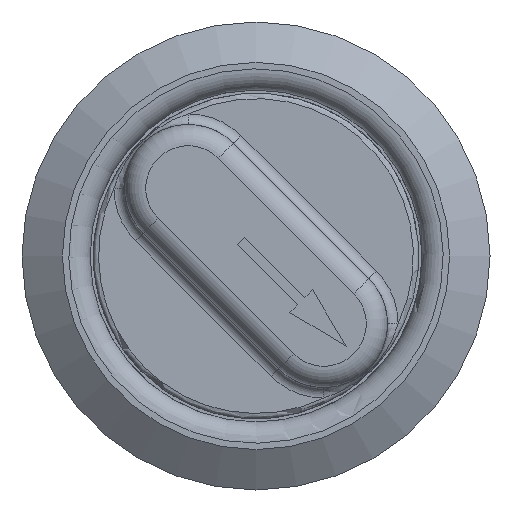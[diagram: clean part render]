
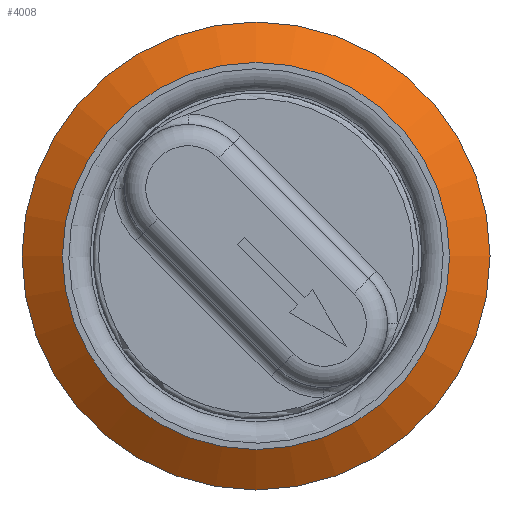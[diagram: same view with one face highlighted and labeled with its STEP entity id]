
A CAD part, left-side view. The second image highlights one B-rep face of the part: STEP entity #4008.
In plain terms, the highlighted conical face has half-angle 55.62 degrees and reference radius 10.05 mm.
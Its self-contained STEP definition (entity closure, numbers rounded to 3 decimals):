
#25=CONICAL_SURFACE('',#4307,10.05,0.971);
#228=CIRCLE('',#4285,9.1);
#229=CIRCLE('',#4286,9.1);
#240=CIRCLE('',#4308,11.);
#241=CIRCLE('',#4309,11.);
#363=FACE_OUTER_BOUND('',#593,.T.);
#593=EDGE_LOOP('',(#2792,#2793,#2794,#2795,#2796,#2797));
#834=LINE('',#5902,#1239);
#1239=VECTOR('',#4763,10.05);
#1661=VERTEX_POINT('',#5855);
#1662=VERTEX_POINT('',#5856);
#1673=VERTEX_POINT('',#5898);
#1674=VERTEX_POINT('',#5899);
#2085=EDGE_CURVE('',#1661,#1662,#228,.T.);
#2086=EDGE_CURVE('',#1662,#1661,#229,.T.);
#2105=EDGE_CURVE('',#1673,#1674,#240,.T.);
#2106=EDGE_CURVE('',#1674,#1673,#241,.T.);
#2107=EDGE_CURVE('',#1674,#1662,#834,.T.);
#2792=ORIENTED_EDGE('',*,*,#2105,.F.);
#2793=ORIENTED_EDGE('',*,*,#2106,.F.);
#2794=ORIENTED_EDGE('',*,*,#2107,.T.);
#2795=ORIENTED_EDGE('',*,*,#2085,.F.);
#2796=ORIENTED_EDGE('',*,*,#2086,.F.);
#2797=ORIENTED_EDGE('',*,*,#2107,.F.);
#4008=ADVANCED_FACE('',(#363),#25,.T.);
#4285=AXIS2_PLACEMENT_3D('',#5857,#4705,#4706);
#4286=AXIS2_PLACEMENT_3D('',#5858,#4707,#4708);
#4307=AXIS2_PLACEMENT_3D('',#5897,#4757,#4758);
#4308=AXIS2_PLACEMENT_3D('',#5900,#4759,#4760);
#4309=AXIS2_PLACEMENT_3D('',#5901,#4761,#4762);
#4705=DIRECTION('center_axis',(-1.,0.,0.));
#4706=DIRECTION('ref_axis',(0.,0.,1.));
#4707=DIRECTION('center_axis',(-1.,0.,0.));
#4708=DIRECTION('ref_axis',(0.,0.,1.));
#4757=DIRECTION('center_axis',(1.,0.,0.));
#4758=DIRECTION('ref_axis',(0.,0.,1.));
#4759=DIRECTION('center_axis',(1.,0.,0.));
#4760=DIRECTION('ref_axis',(0.,-1.,0.));
#4761=DIRECTION('center_axis',(1.,0.,0.));
#4762=DIRECTION('ref_axis',(0.,-1.,0.));
#4763=DIRECTION('',(-0.565,0.,0.825));
#5855=CARTESIAN_POINT('',(-2.,0.,9.1));
#5856=CARTESIAN_POINT('',(-2.,0.,-9.1));
#5857=CARTESIAN_POINT('Origin',(-2.,0.,0.));
#5858=CARTESIAN_POINT('Origin',(-2.,0.,0.));
#5897=CARTESIAN_POINT('Origin',(-1.35,0.,0.));
#5898=CARTESIAN_POINT('',(-0.7,11.,0.));
#5899=CARTESIAN_POINT('',(-0.7,0.,-11.));
#5900=CARTESIAN_POINT('Origin',(-0.7,0.,0.));
#5901=CARTESIAN_POINT('Origin',(-0.7,0.,0.));
#5902=CARTESIAN_POINT('',(-1.35,0.,-10.05));
